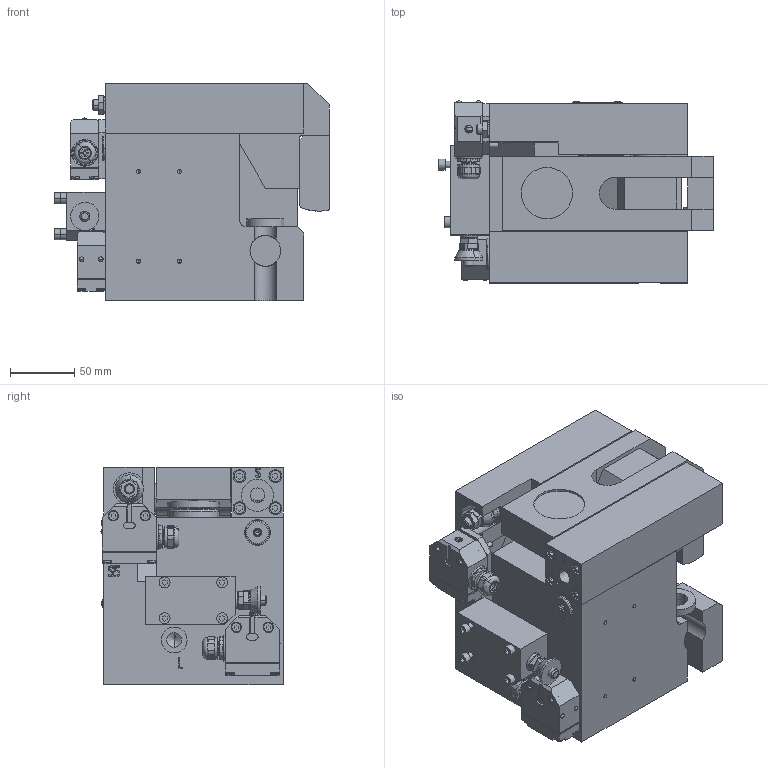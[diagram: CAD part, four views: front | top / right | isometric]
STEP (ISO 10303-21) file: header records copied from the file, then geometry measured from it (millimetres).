
FILE_DESCRIPTION(('STEP AP214'),'1');
FILE_NAME('38441218_PDV_63_70.stp','2019-03-06T10:27:58',(' '),(' '),'Spatial InterOp 3D',' ',' ');
FILE_SCHEMA(('automotive_design'));
Length unit declared in the file: millimetre
Products named in the file (50): 1; 2; 3; 4; 5; 6; 7; 8; 9; 10; 11; 12; 13; 14; 15; 16; 17; 18; 19; 20; 21; 22; 23; 24; 25; 26; 27; 28; 29; BALLUFF BNS 819-100-R-11 |_BALLUFF STECKER 100;_BALLUFF STECKER 100; BALLUFF BNS 819-100-R-11 |_BALLUFF BNS 819-100-R-11 -1;_BALLUFF BNS 819-100-R-11 -1; BALLUFF BNS 819-100-R-11 |_BALLUFF PLUNGER D6 R;_BALLUFF PLUNGER D6 R; 30; 31; 32; 33; 34; 35; 36; 37 ...
Bounding box: 214.5 x 142.2 x 170 mm (x, y, z)
Volume: 3224391.9 mm3; surface area: 394232.1 mm2
Topology: 50 solids, 58 shells, 2494 faces, 6257 edges, 4054 vertices
Faces by surface type: plane 1274, cylinder 693, cone 214, torus 142, extrusion 133, sphere 26, bspline 6, revolution 6
Entity records: 97292 total; most frequent: CARTESIAN_POINT 15270, DIRECTION 13083, ORIENTED_EDGE 12346, EDGE_CURVE 6173, AXIS2_PLACEMENT_3D 4782, VERTEX_POINT 4054, VECTOR 3513, LINE 3380
